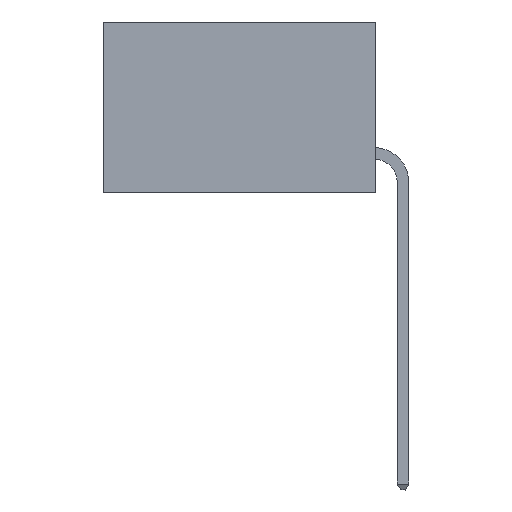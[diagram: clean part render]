
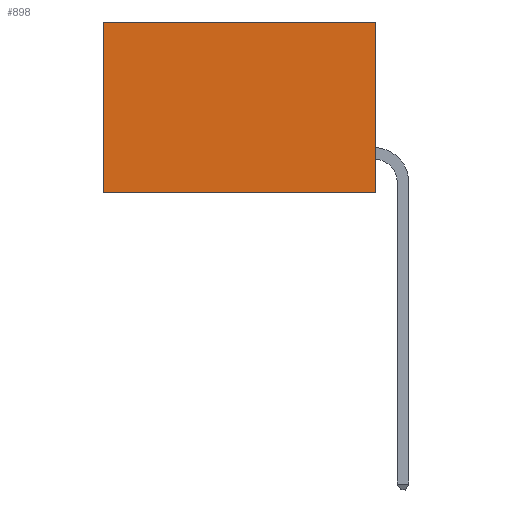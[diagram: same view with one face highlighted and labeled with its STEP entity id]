
A CAD part, left-side view. The second image highlights one B-rep face of the part: STEP entity #898.
In plain terms, the highlighted planar face has unit normal (-1, 0, 0).
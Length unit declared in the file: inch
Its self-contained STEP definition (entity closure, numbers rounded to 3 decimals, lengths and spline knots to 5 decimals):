
#30 = ORIENTED_EDGE ( 'NONE', *, *, #2550, .T. ) ;
#106 = DIRECTION ( 'NONE',  ( 0., 0., -1. ) ) ;
#187 = ORIENTED_EDGE ( 'NONE', *, *, #3058, .T. ) ;
#658 = CARTESIAN_POINT ( 'NONE',  ( 0.277, 0., 0. ) ) ;
#756 = CARTESIAN_POINT ( 'NONE',  ( 0.277, 0.59, -0.37 ) ) ;
#898 = ADVANCED_FACE ( 'NONE', ( #7586 ), #2046, .F. ) ;
#1073 = EDGE_CURVE ( 'NONE', #4656, #2726, #6542, .T. ) ;
#1170 = DIRECTION ( 'NONE',  ( 0., 1., 0. ) ) ;
#1173 = LINE ( 'NONE', #4589, #4768 ) ;
#2046 = PLANE ( 'NONE',  #3959 ) ;
#2550 = EDGE_CURVE ( 'NONE', #5331, #8398, #8192, .T. ) ;
#2726 = VERTEX_POINT ( 'NONE', #3236 ) ;
#2928 = VECTOR ( 'NONE', #1170, 39.37008 ) ;
#3042 = EDGE_CURVE ( 'NONE', #5331, #4656, #1173, .T. ) ;
#3058 = EDGE_CURVE ( 'NONE', #8398, #2726, #4554, .T. ) ;
#3236 = CARTESIAN_POINT ( 'NONE',  ( 0.277, 0.59, -0.37 ) ) ;
#3959 = AXIS2_PLACEMENT_3D ( 'NONE', #7214, #7514, #4315 ) ;
#4262 = CARTESIAN_POINT ( 'NONE',  ( 0.277, 0., -0.37 ) ) ;
#4315 = DIRECTION ( 'NONE',  ( 0., 0., -1. ) ) ;
#4554 = LINE ( 'NONE', #756, #7713 ) ;
#4589 = CARTESIAN_POINT ( 'NONE',  ( 0.277, 0., -0.37 ) ) ;
#4656 = VERTEX_POINT ( 'NONE', #6306 ) ;
#4768 = VECTOR ( 'NONE', #106, 39.37008 ) ;
#5115 = EDGE_LOOP ( 'NONE', ( #187, #5618, #5763, #30 ) ) ;
#5225 = CARTESIAN_POINT ( 'NONE',  ( 0.277, 0.59, 0. ) ) ;
#5331 = VERTEX_POINT ( 'NONE', #658 ) ;
#5618 = ORIENTED_EDGE ( 'NONE', *, *, #1073, .F. ) ;
#5763 = ORIENTED_EDGE ( 'NONE', *, *, #3042, .F. ) ;
#5799 = DIRECTION ( 'NONE',  ( 0., 1., 0. ) ) ;
#6306 = CARTESIAN_POINT ( 'NONE',  ( 0.277, 0., -0.37 ) ) ;
#6412 = DIRECTION ( 'NONE',  ( 0., 0., -1. ) ) ;
#6542 = LINE ( 'NONE', #4262, #2928 ) ;
#6774 = VECTOR ( 'NONE', #5799, 39.37008 ) ;
#7023 = CARTESIAN_POINT ( 'NONE',  ( 0.277, 0., 0. ) ) ;
#7214 = CARTESIAN_POINT ( 'NONE',  ( 0.277, 0., -0.37 ) ) ;
#7514 = DIRECTION ( 'NONE',  ( 1., 0., 0. ) ) ;
#7586 = FACE_OUTER_BOUND ( 'NONE', #5115, .T. ) ;
#7713 = VECTOR ( 'NONE', #6412, 39.37008 ) ;
#8192 = LINE ( 'NONE', #7023, #6774 ) ;
#8398 = VERTEX_POINT ( 'NONE', #5225 ) ;
